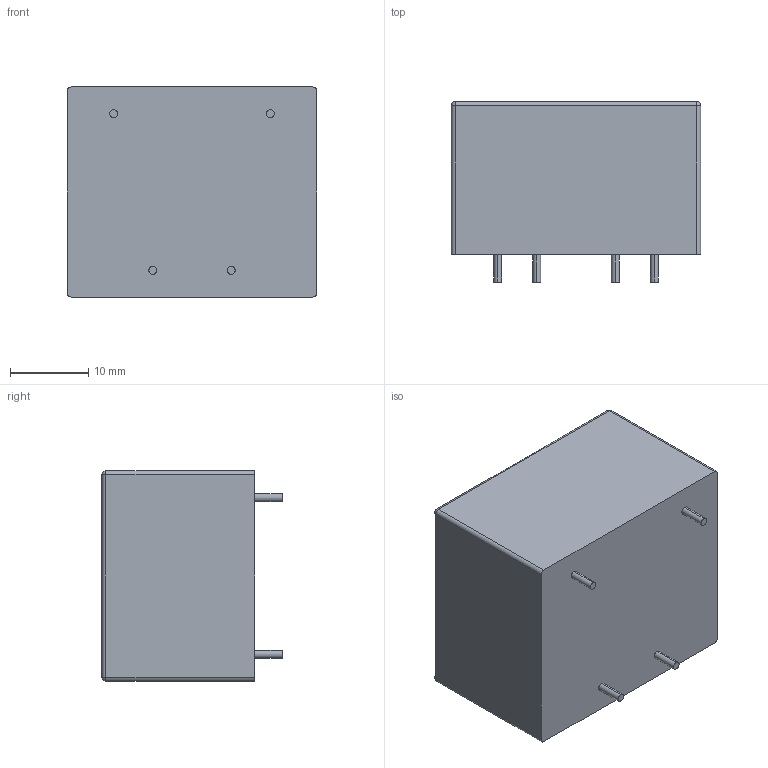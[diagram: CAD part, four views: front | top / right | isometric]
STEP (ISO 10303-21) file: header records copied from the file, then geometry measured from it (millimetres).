
FILE_DESCRIPTION (( 'STEP AP214' ), '1' );
FILE_NAME ('VTX-214-003-1xx.STEP', '2022-03-16T15:52:23', ( '' ), ( '' ), 'SwSTEP 2.0', 'SolidWorks 2022', '' );
FILE_SCHEMA (( 'AUTOMOTIVE_DESIGN' ));
Length unit declared in the file: millimetre
Products named in the file (1): VTX-214-003-1xx
Bounding box: 31.8 x 23.01 x 26.8 mm (x, y, z)
Volume: 16619.6 mm3; surface area: 3994.5 mm2
Topology: 1 solids, 1 shells, 463 faces, 1210 edges, 800 vertices
Faces by surface type: plane 299, bspline 144, cylinder 16, sphere 4
Entity records: 26295 total; most frequent: CARTESIAN_POINT 11014, ORIENTED_EDGE 2412, DIRECTION 1590, EDGE_CURVE 1206, VECTOR 886, LINE 886, VERTEX_POINT 800, EDGE_LOOP 518
